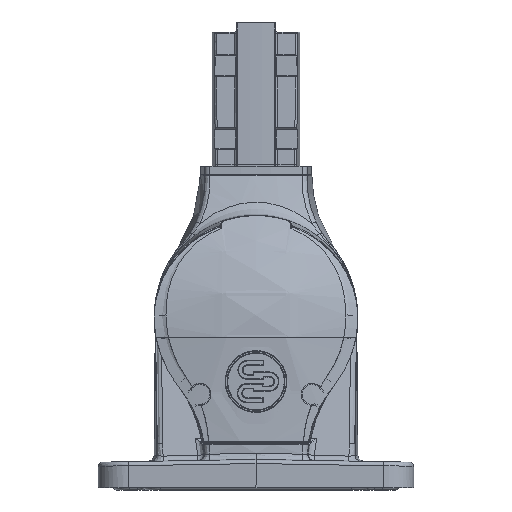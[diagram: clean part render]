
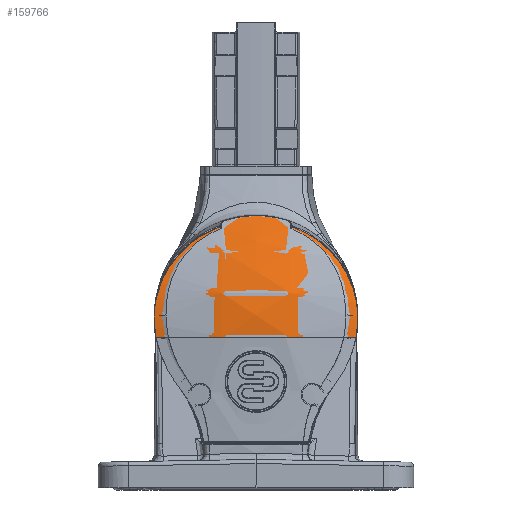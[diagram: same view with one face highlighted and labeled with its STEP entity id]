
A CAD part, front view. The second image highlights one B-rep face of the part: STEP entity #159766.
In plain terms, the highlighted free-form (B-spline) face has degree [3, 3] with [4, 4] control points.
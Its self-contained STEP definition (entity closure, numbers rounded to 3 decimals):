
#159526=CARTESIAN_POINT('',(10.,-106.,0.));
#159527=DIRECTION('',(1.,0.,0.));
#159528=DIRECTION('',(0.,0.969,-0.245));
#159529=AXIS2_PLACEMENT_3D('',#159526,#159527,#159528);
#159606=CARTESIAN_POINT('',(10.,87.885,-49.078));
#159607=CARTESIAN_POINT('',(8.908,87.833,
-49.281));
#159608=CARTESIAN_POINT('',(6.712,87.7,
-49.621));
#159609=CARTESIAN_POINT('',(3.369,87.405,
-49.93));
#159610=CARTESIAN_POINT('',(1.126,87.142,
-49.999));
#159611=CARTESIAN_POINT('',(0.,86.994,-50.));
#159616=CARTESIAN_POINT('',(0.,86.994,-50.));
#159617=CARTESIAN_POINT('',(-1.982,86.733,
-50.001));
#159618=CARTESIAN_POINT('',(-5.945,86.124,
-49.736));
#159619=CARTESIAN_POINT('',(-11.953,84.922,
-48.503));
#159620=CARTESIAN_POINT('',(-17.873,83.447,
-46.413));
#159621=CARTESIAN_POINT('',(-23.639,81.718,
-43.435));
#159622=CARTESIAN_POINT('',(-29.109,79.789,
-39.563));
#159623=CARTESIAN_POINT('',(-34.078,77.771,
-34.888));
#159624=CARTESIAN_POINT('',(-38.407,75.789,
-29.517));
#159625=CARTESIAN_POINT('',(-41.951,73.996,
-23.624));
#159626=CARTESIAN_POINT('',(-43.712,73.033,
-19.571));
#159627=CARTESIAN_POINT('',(-44.461,72.614,-17.5));
#159632=CARTESIAN_POINT('',(10.,11.,-17.5));
#159633=DIRECTION('',(0.,0.,1.));
#159634=DIRECTION('',(-0.662,0.749,0.));
#159635=AXIS2_PLACEMENT_3D('',#159632,#159633,#159634);
#159640=CARTESIAN_POINT('',(-46.837,70.429,-17.5));
#159641=CARTESIAN_POINT('',(-47.582,69.958,
-15.506));
#159642=CARTESIAN_POINT('',(-48.776,69.179,
-11.537));
#159643=CARTESIAN_POINT('',(-49.786,68.497,
-5.7));
#159644=CARTESIAN_POINT('',(-50.107,68.276,
0.003));
#159645=CARTESIAN_POINT('',(-49.786,68.497,
5.704));
#159646=CARTESIAN_POINT('',(-48.776,69.18,
11.539));
#159647=CARTESIAN_POINT('',(-47.582,69.959,
15.507));
#159648=CARTESIAN_POINT('',(-46.837,70.429,17.5));
#159653=CARTESIAN_POINT('',(10.,11.,17.5));
#159654=DIRECTION('',(0.,0.,-1.));
#159655=DIRECTION('',(-0.691,0.723,0.));
#159656=AXIS2_PLACEMENT_3D('',#159653,#159654,#159655);
#159661=CARTESIAN_POINT('',(-44.461,72.614,17.5));
#159662=CARTESIAN_POINT('',(-43.712,73.033,
19.571));
#159663=CARTESIAN_POINT('',(-41.951,73.996,
23.624));
#159664=CARTESIAN_POINT('',(-38.408,75.789,
29.515));
#159665=CARTESIAN_POINT('',(-34.076,77.772,
34.89));
#159666=CARTESIAN_POINT('',(-29.102,79.791,
39.568));
#159667=CARTESIAN_POINT('',(-23.636,81.719,
43.436));
#159668=CARTESIAN_POINT('',(-17.873,83.447,
46.414));
#159669=CARTESIAN_POINT('',(-11.952,84.922,
48.503));
#159670=CARTESIAN_POINT('',(-5.945,86.124,
49.736));
#159671=CARTESIAN_POINT('',(-1.982,86.733,
50.001));
#159672=CARTESIAN_POINT('',(0.,86.994,50.));
#159677=CARTESIAN_POINT('',(0.,86.994,50.));
#159678=CARTESIAN_POINT('',(1.126,87.142,
49.999));
#159679=CARTESIAN_POINT('',(3.369,87.405,
49.93));
#159680=CARTESIAN_POINT('',(6.712,87.7,
49.621));
#159681=CARTESIAN_POINT('',(8.908,87.833,
49.281));
#159682=CARTESIAN_POINT('',(10.,87.885,49.078));
#159693=VERTEX_POINT('',#159661);
#159694=VERTEX_POINT('',#159672);
#159695=VERTEX_POINT('',#159616);
#159696=VERTEX_POINT('',#159627);
#159697=CARTESIAN_POINT('',(-46.837,70.429,17.5));
#159698=VERTEX_POINT('',#159697);
#159699=CARTESIAN_POINT('',(-46.837,70.429,-17.5));
#159700=VERTEX_POINT('',#159699);
#159701=CARTESIAN_POINT('',(10.,87.885,-49.078));
#159702=CARTESIAN_POINT('',(10.,87.885,49.078));
#159703=VERTEX_POINT('',#159701);
#159704=VERTEX_POINT('',#159702);
#159732=CARTESIAN_POINT('',(11.23,87.124,
-51.955));
#159733=CARTESIAN_POINT('',(11.379,96.331,
-17.724));
#159734=CARTESIAN_POINT('',(11.379,96.331,
17.724));
#159735=CARTESIAN_POINT('',(11.23,87.124,
51.955));
#159736=CARTESIAN_POINT('',(-10.744,87.479,
-51.955));
#159737=CARTESIAN_POINT('',(-13.253,96.729,
-17.724));
#159738=CARTESIAN_POINT('',(-13.253,96.729,
17.724));
#159739=CARTESIAN_POINT('',(-10.744,87.479,
51.955));
#159740=CARTESIAN_POINT('',(-30.953,78.84,
-51.955));
#159741=CARTESIAN_POINT('',(-35.906,87.045,
-17.724));
#159742=CARTESIAN_POINT('',(-35.906,87.045,
17.724));
#159743=CARTESIAN_POINT('',(-30.953,78.84,
51.955));
#159744=CARTESIAN_POINT('',(-45.879,62.709,
-51.955));
#159745=CARTESIAN_POINT('',(-52.638,68.964,
-17.724));
#159746=CARTESIAN_POINT('',(-52.638,68.964,
17.724));
#159747=CARTESIAN_POINT('',(-45.879,62.709,
51.955));
#159748=(BOUNDED_SURFACE()B_SPLINE_SURFACE(3,3,((#159732,#159733,#159734,
#159735),(#159736,#159737,#159738,#159739),(#159740,#159741,#159742,#159743),(
#159744,#159745,#159746,#159747)),.UNSPECIFIED.,.F.,.F.,.F.)B_SPLINE_SURFACE_WITH_KNOTS((4,4),(4,4),(0.,1.),(0.,1.),.UNSPECIFIED.)GEOMETRIC_REPRESENTATION_ITEM()RATIONAL_B_SPLINE_SURFACE(((1.064,1.039,
1.039,1.064),(1.002,0.979,
0.979,1.002),(1.002,0.979,
0.979,1.002),(1.064,1.039,
1.039,1.064)))REPRESENTATION_ITEM('')SURFACE());
#159749=ORIENTED_EDGE('',*,*,#159710,.F.);
#159751=ORIENTED_EDGE('',*,*,#159750,.T.);
#159753=ORIENTED_EDGE('',*,*,#159752,.T.);
#159755=ORIENTED_EDGE('',*,*,#159754,.T.);
#159757=ORIENTED_EDGE('',*,*,#159756,.T.);
#159759=ORIENTED_EDGE('',*,*,#159758,.T.);
#159761=ORIENTED_EDGE('',*,*,#159760,.T.);
#159763=ORIENTED_EDGE('',*,*,#159762,.T.);
#159764=EDGE_LOOP('',(#159749,#159751,#159753,#159755,#159757,#159759,#159761,
#159763));
#159765=FACE_OUTER_BOUND('',#159764,.F.);
#159530=CIRCLE('',#159529,200.);
#159612=B_SPLINE_CURVE_WITH_KNOTS('',3,(#159606,#159607,#159608,#159609,#159610,
#159611),.UNSPECIFIED.,.F.,.F.,(4,1,1,4),(0.,0.333,
0.667,1.),.UNSPECIFIED.);
#159628=B_SPLINE_CURVE_WITH_KNOTS('',3,(#159616,#159617,#159618,#159619,#159620,
#159621,#159622,#159623,#159624,#159625,#159626,#159627),.UNSPECIFIED.,.F.,.F.,(
4,1,1,1,1,1,1,1,1,4),(0.,0.111,0.222,
0.333,0.444,0.556,0.667,
0.778,0.889,1.),.UNSPECIFIED.);
#159636=CIRCLE('',#159635,82.233);
#159649=B_SPLINE_CURVE_WITH_KNOTS('',3,(#159640,#159641,#159642,#159643,#159644,
#159645,#159646,#159647,#159648),.UNSPECIFIED.,.F.,.F.,(4,1,1,1,1,1,4),(0.,
0.167,0.333,0.5,0.667,0.833,
1.),.UNSPECIFIED.);
#159657=CIRCLE('',#159656,82.233);
#159673=B_SPLINE_CURVE_WITH_KNOTS('',3,(#159661,#159662,#159663,#159664,#159665,
#159666,#159667,#159668,#159669,#159670,#159671,#159672),.UNSPECIFIED.,.F.,.F.,(
4,1,1,1,1,1,1,1,1,4),(0.,0.111,0.222,
0.333,0.444,0.556,0.667,
0.778,0.889,1.),.UNSPECIFIED.);
#159683=B_SPLINE_CURVE_WITH_KNOTS('',3,(#159677,#159678,#159679,#159680,#159681,
#159682),.UNSPECIFIED.,.F.,.F.,(4,1,1,4),(0.,0.333,
0.667,1.),.UNSPECIFIED.);
#159710=EDGE_CURVE('',#159703,#159704,#159530,.T.);
#159750=EDGE_CURVE('',#159703,#159695,#159612,.T.);
#159752=EDGE_CURVE('',#159695,#159696,#159628,.T.);
#159754=EDGE_CURVE('',#159696,#159700,#159636,.T.);
#159756=EDGE_CURVE('',#159700,#159698,#159649,.T.);
#159758=EDGE_CURVE('',#159698,#159693,#159657,.T.);
#159760=EDGE_CURVE('',#159693,#159694,#159673,.T.);
#159762=EDGE_CURVE('',#159694,#159704,#159683,.T.);
#159766=ADVANCED_FACE('',(#159765),#159748,.F.);
